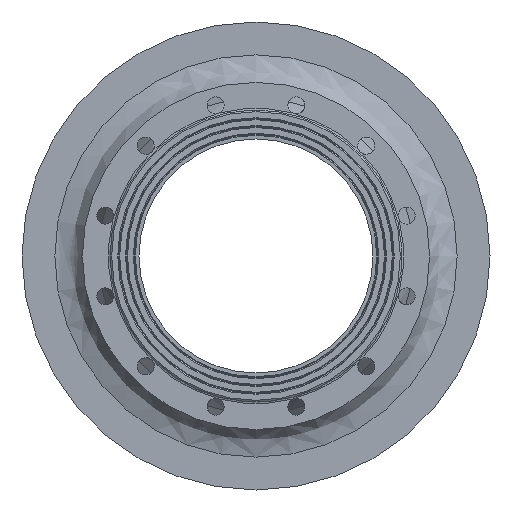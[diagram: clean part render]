
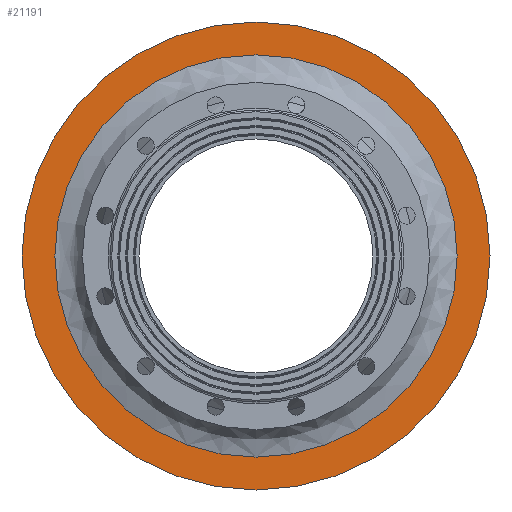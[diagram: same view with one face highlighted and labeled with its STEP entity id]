
A CAD part, front view. The second image highlights one B-rep face of the part: STEP entity #21191.
In plain terms, the highlighted planar face has unit normal (0, -1, 0).
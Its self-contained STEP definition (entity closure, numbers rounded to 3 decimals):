
#21160=CARTESIAN_POINT('',(-257.897,200.,0.0));
#21161=VERTEX_POINT('',#21160);
#21162=CARTESIAN_POINT('',(0.0,200.,0.0));
#21163=DIRECTION('',(0.0,1.0,0.0));
#21164=DIRECTION('',(-1.0,0.0,0.0));
#21165=AXIS2_PLACEMENT_3D('',#21162,#21163,#21164);
#21166=CIRCLE('',#21165,257.897);
#21167=EDGE_CURVE('',#21161,#21161,#21166,.T.);
#21172=CARTESIAN_POINT('',(-278.949,200.,0.0));
#21173=DIRECTION('',(0.0,-1.0,0.0));
#21174=DIRECTION('',(0.0,0.0,-1.0));
#21175=AXIS2_PLACEMENT_3D('',#21172,#21173,#21174);
#21176=PLANE('',#21175);
#21177=CARTESIAN_POINT('',(-300.0,200.,0.0));
#21178=VERTEX_POINT('',#21177);
#21179=CARTESIAN_POINT('',(0.0,200.,0.0));
#21180=DIRECTION('',(0.0,1.0,0.0));
#21181=DIRECTION('',(-1.0,0.0,0.0));
#21182=AXIS2_PLACEMENT_3D('',#21179,#21180,#21181);
#21183=CIRCLE('',#21182,300.0);
#21184=EDGE_CURVE('',#21178,#21178,#21183,.T.);
#21185=ORIENTED_EDGE('',*,*,#21184,.F.);
#21186=EDGE_LOOP('',(#21185));
#21187=FACE_OUTER_BOUND('',#21186,.T.);
#21188=ORIENTED_EDGE('',*,*,#21167,.T.);
#21189=EDGE_LOOP('',(#21188));
#21190=FACE_BOUND('',#21189,.T.);
#21191=ADVANCED_FACE('',(#21187,#21190),#21176,.T.);
